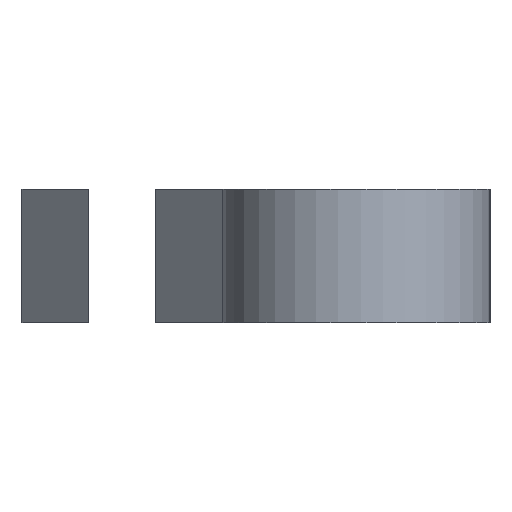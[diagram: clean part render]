
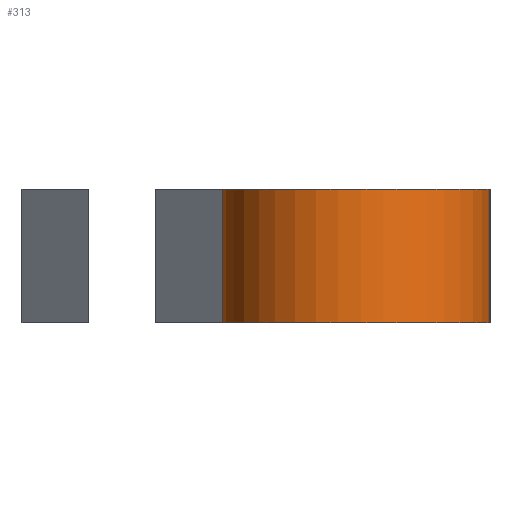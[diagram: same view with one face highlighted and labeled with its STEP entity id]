
A CAD part, left-side view. The second image highlights one B-rep face of the part: STEP entity #313.
In plain terms, the highlighted cylindrical face has radius 2 mm (diameter 4 mm), a partial arc.
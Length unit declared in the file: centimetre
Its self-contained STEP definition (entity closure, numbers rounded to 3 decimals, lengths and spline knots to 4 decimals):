
#40=FACE_OUTER_BOUND('',#58,.T.);
#58=EDGE_LOOP('',(#242,#243,#244,#245));
#84=LINE('',#497,#116);
#85=LINE('',#503,#117);
#116=VECTOR('',#408,1.);
#117=VECTOR('',#415,1.);
#146=CIRCLE('',#355,0.2);
#147=CIRCLE('',#356,0.2);
#160=VERTEX_POINT('',#493);
#161=VERTEX_POINT('',#495);
#162=VERTEX_POINT('',#499);
#163=VERTEX_POINT('',#501);
#194=EDGE_CURVE('',#160,#161,#84,.T.);
#195=EDGE_CURVE('',#162,#160,#146,.T.);
#196=EDGE_CURVE('',#163,#161,#147,.T.);
#197=EDGE_CURVE('',#162,#163,#85,.T.);
#242=ORIENTED_EDGE('',*,*,#195,.T.);
#243=ORIENTED_EDGE('',*,*,#194,.T.);
#244=ORIENTED_EDGE('',*,*,#196,.F.);
#245=ORIENTED_EDGE('',*,*,#197,.F.);
#306=CYLINDRICAL_SURFACE('',#354,0.2);
#313=ADVANCED_FACE('',(#40),#306,.T.);
#354=AXIS2_PLACEMENT_3D('',#498,#409,#410);
#355=AXIS2_PLACEMENT_3D('',#500,#411,#412);
#356=AXIS2_PLACEMENT_3D('',#502,#413,#414);
#408=DIRECTION('',(0.,0.,1.));
#409=DIRECTION('center_axis',(0.,0.,1.));
#410=DIRECTION('ref_axis',(-0.924,0.383,0.));
#411=DIRECTION('center_axis',(0.,0.,1.));
#412=DIRECTION('ref_axis',(0.707,0.707,0.));
#413=DIRECTION('center_axis',(0.,0.,1.));
#414=DIRECTION('ref_axis',(0.707,0.707,0.));
#415=DIRECTION('',(0.,0.,1.));
#493=CARTESIAN_POINT('',(0.0507,-0.2,0.));
#495=CARTESIAN_POINT('',(0.0507,-0.2,0.2));
#497=CARTESIAN_POINT('',(0.0507,-0.2,0.));
#498=CARTESIAN_POINT('Origin',(0.0507,0.,0.));
#499=CARTESIAN_POINT('',(0.1921,0.1414,0.));
#500=CARTESIAN_POINT('Origin',(0.0507,0.,0.));
#501=CARTESIAN_POINT('',(0.1921,0.1414,0.2));
#502=CARTESIAN_POINT('Origin',(0.0507,0.,0.2));
#503=CARTESIAN_POINT('',(0.1921,0.1414,0.));
